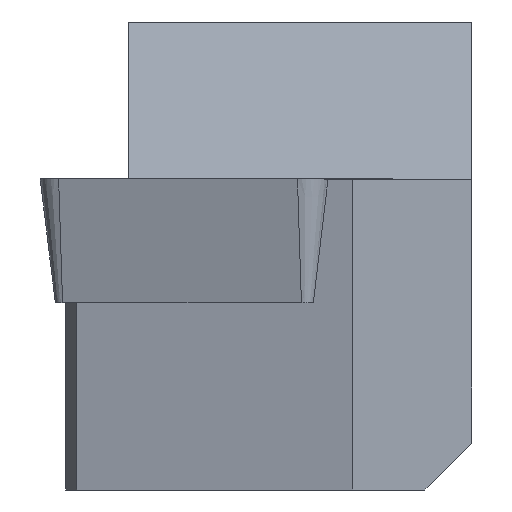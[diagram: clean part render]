
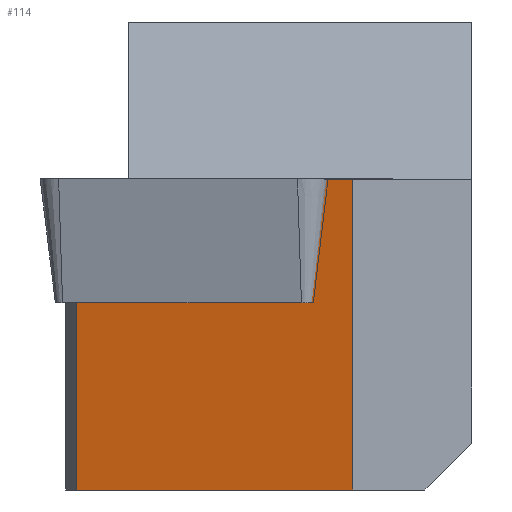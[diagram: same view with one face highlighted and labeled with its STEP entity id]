
A CAD part, left-side view. The second image highlights one B-rep face of the part: STEP entity #114.
In plain terms, the highlighted planar face has unit normal (-0.966, 0.259, 0).
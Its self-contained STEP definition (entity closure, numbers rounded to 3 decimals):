
#85=PLANE('',#681);
#114=ADVANCED_FACE('',(#148),#85,.F.);
#148=FACE_OUTER_BOUND('',#182,.T.);
#182=EDGE_LOOP('',(#404,#405,#406,#407));
#239=LINE('',#980,#299);
#242=LINE('',#986,#302);
#243=LINE('',#988,#303);
#244=LINE('',#990,#304);
#299=VECTOR('',#798,1.);
#302=VECTOR('',#803,1.);
#303=VECTOR('',#804,1.);
#304=VECTOR('',#805,1.);
#404=ORIENTED_EDGE('',*,*,#598,.F.);
#405=ORIENTED_EDGE('',*,*,#595,.F.);
#406=ORIENTED_EDGE('',*,*,#599,.T.);
#407=ORIENTED_EDGE('',*,*,#600,.F.);
#527=VERTEX_POINT('',#979);
#528=VERTEX_POINT('',#981);
#530=VERTEX_POINT('',#987);
#531=VERTEX_POINT('',#989);
#595=EDGE_CURVE('',#527,#528,#239,.T.);
#598=EDGE_CURVE('',#528,#530,#242,.T.);
#599=EDGE_CURVE('',#527,#531,#243,.T.);
#600=EDGE_CURVE('',#530,#531,#244,.T.);
#681=AXIS2_PLACEMENT_3D('',#991,#806,#807);
#798=DIRECTION('',(0.,0.,-1.));
#803=DIRECTION('',(0.259,0.966,0.));
#804=DIRECTION('',(0.259,0.966,0.));
#805=DIRECTION('',(0.,0.,1.));
#806=DIRECTION('',(0.966,-0.259,0.));
#807=DIRECTION('',(-0.259,-0.966,0.));
#979=CARTESIAN_POINT('',(-2.026,-10.195,-0.01));
#980=CARTESIAN_POINT('',(-2.026,-10.195,5.03));
#981=CARTESIAN_POINT('',(-2.026,-10.195,-9.97));
#986=CARTESIAN_POINT('',(-2.026,-10.195,-9.97));
#987=CARTESIAN_POINT('',(0.345,-1.348,-9.97));
#988=CARTESIAN_POINT('',(-2.026,-10.195,-0.01));
#989=CARTESIAN_POINT('',(0.345,-1.348,-0.01));
#990=CARTESIAN_POINT('',(0.345,-1.348,5.03));
#991=CARTESIAN_POINT('',(-2.026,-10.195,5.03));
